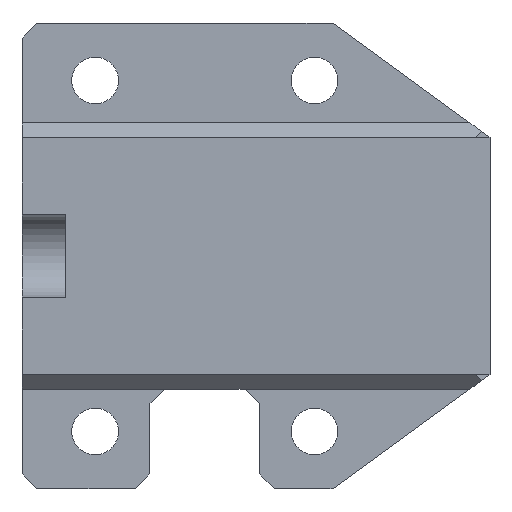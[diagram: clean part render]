
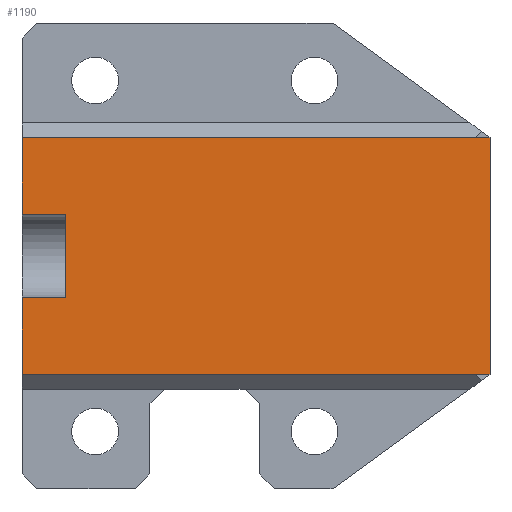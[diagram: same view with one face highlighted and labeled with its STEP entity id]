
A CAD part, left-side view. The second image highlights one B-rep face of the part: STEP entity #1190.
In plain terms, the highlighted planar face has unit normal (-1, 0, 0).
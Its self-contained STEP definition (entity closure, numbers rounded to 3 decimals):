
#338=ORIENTED_EDGE('',*,*,#520,.T.);
#339=ORIENTED_EDGE('',*,*,#389,.T.);
#340=ORIENTED_EDGE('',*,*,#422,.T.);
#341=ORIENTED_EDGE('',*,*,#476,.T.);
#342=ORIENTED_EDGE('',*,*,#482,.T.);
#343=ORIENTED_EDGE('',*,*,#479,.T.);
#344=ORIENTED_EDGE('',*,*,#418,.T.);
#345=ORIENTED_EDGE('',*,*,#401,.T.);
#389=EDGE_CURVE('',#542,#550,#663,.T.);
#401=EDGE_CURVE('',#563,#562,#675,.T.);
#418=EDGE_CURVE('',#578,#563,#691,.T.);
#422=EDGE_CURVE('',#550,#581,#694,.T.);
#476=EDGE_CURVE('',#581,#620,#740,.T.);
#479=EDGE_CURVE('',#622,#578,#742,.T.);
#482=EDGE_CURVE('',#620,#622,#744,.T.);
#520=EDGE_CURVE('',#562,#542,#779,.T.);
#542=VERTEX_POINT('',#1624);
#550=VERTEX_POINT('',#1640);
#562=VERTEX_POINT('',#1667);
#563=VERTEX_POINT('',#1669);
#578=VERTEX_POINT('',#1702);
#581=VERTEX_POINT('',#1708);
#620=VERTEX_POINT('',#1810);
#622=VERTEX_POINT('',#1818);
#663=LINE('',#1641,#810);
#675=LINE('',#1668,#822);
#691=LINE('',#1701,#838);
#694=LINE('',#1709,#841);
#740=LINE('',#1811,#887);
#742=LINE('',#1817,#889);
#744=LINE('',#1823,#891);
#779=LINE('',#1902,#926);
#810=VECTOR('',#1323,1000.);
#822=VECTOR('',#1341,1000.);
#838=VECTOR('',#1361,1000.);
#841=VECTOR('',#1366,1000.);
#887=VECTOR('',#1446,1000.);
#889=VECTOR('',#1454,1000.);
#891=VECTOR('',#1460,1000.);
#926=VECTOR('',#1557,1000.);
#1003=EDGE_LOOP('',(#338,#339,#340,#341,#342,#343,#344,#345));
#1080=FACE_BOUND('',#1003,.T.);
#1131=PLANE('',#1278);
#1190=ADVANCED_FACE('',(#1080),#1131,.T.);
#1278=AXIS2_PLACEMENT_3D('',#1912,#1572,#1573);
#1323=DIRECTION('',(0.,1.,0.));
#1341=DIRECTION('',(0.,-1.,0.));
#1361=DIRECTION('',(0.,0.,-1.));
#1366=DIRECTION('',(0.,0.,-1.));
#1446=DIRECTION('',(0.,-1.,0.));
#1454=DIRECTION('',(0.,1.,0.));
#1460=DIRECTION('',(0.,0.,-1.));
#1557=DIRECTION('',(0.,0.,1.));
#1572=DIRECTION('',(-1.,0.,0.));
#1573=DIRECTION('',(0.,0.,1.));
#1624=CARTESIAN_POINT('',(-2057.325,213.,-277.78));
#1640=CARTESIAN_POINT('',(-2057.325,245.,-277.78));
#1641=CARTESIAN_POINT('',(-2057.325,213.,-277.78));
#1667=CARTESIAN_POINT('',(-2057.325,213.,-293.98));
#1668=CARTESIAN_POINT('',(-2057.325,245.,-293.98));
#1669=CARTESIAN_POINT('',(-2057.325,245.,-293.98));
#1701=CARTESIAN_POINT('',(-2057.325,245.,-288.73));
#1702=CARTESIAN_POINT('',(-2057.325,245.,-288.73));
#1708=CARTESIAN_POINT('',(-2057.325,245.,-283.03));
#1709=CARTESIAN_POINT('',(-2057.325,245.,-277.78));
#1810=CARTESIAN_POINT('',(-2057.325,242.,-283.03));
#1811=CARTESIAN_POINT('',(-2057.325,245.,-283.03));
#1817=CARTESIAN_POINT('',(-2057.325,242.,-288.73));
#1818=CARTESIAN_POINT('',(-2057.325,242.,-288.73));
#1823=CARTESIAN_POINT('',(-2057.325,242.,-283.03));
#1902=CARTESIAN_POINT('',(-2057.325,213.,-293.98));
#1912=CARTESIAN_POINT('',(-2057.325,0.,0.));
